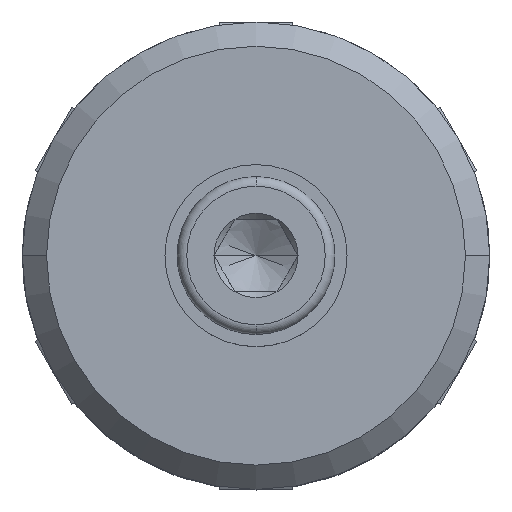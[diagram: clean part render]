
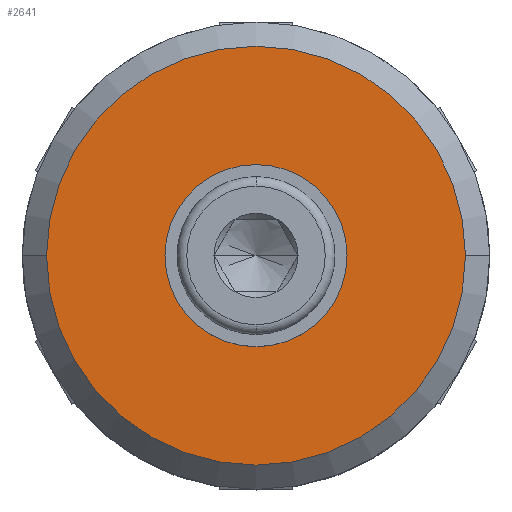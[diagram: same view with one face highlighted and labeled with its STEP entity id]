
A CAD part, top view. The second image highlights one B-rep face of the part: STEP entity #2641.
In plain terms, the highlighted planar face has unit normal (0, 0, 1).
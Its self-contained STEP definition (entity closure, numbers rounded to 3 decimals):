
#1403=VERTEX_POINT('',#3501);
#1425=VERTEX_POINT('',#3526);
#1557=EDGE_CURVE('',#1425,#1403,#3673,.T.);
#1711=EDGE_CURVE('',#1821,#3081,#3841,.T.);
#1821=VERTEX_POINT('',#3965);
#2205=EDGE_CURVE('',#1403,#1425,#4390,.T.);
#2641=ADVANCED_FACE('',(#4870,#4871),#4872,.T.);
#2729=EDGE_CURVE('',#3081,#1821,#4970,.T.);
#3081=VERTEX_POINT('',#5355);
#3501=CARTESIAN_POINT('',(-17.25,0.,34.6));
#3526=CARTESIAN_POINT('',(17.25,0.0,34.6));
#3673=CIRCLE('',#6491,17.25);
#3841=CIRCLE('',#6850,7.5);
#3965=CARTESIAN_POINT('',(7.5,0.0,34.6));
#4390=CIRCLE('',#7758,17.25);
#4870=FACE_OUTER_BOUND('',#8701,.T.);
#4871=FACE_BOUND('',#8702,.T.);
#4872=PLANE('',#8703);
#4970=CIRCLE('',#8902,7.5);
#5355=CARTESIAN_POINT('',(-7.5,0.,34.6));
#6491=AXIS2_PLACEMENT_3D('',#10269,#10270,#10271);
#6850=AXIS2_PLACEMENT_3D('',#10448,#10449,#10450);
#7758=AXIS2_PLACEMENT_3D('',#11064,#11065,#11066);
#8701=EDGE_LOOP('',(#11647,#11648));
#8702=EDGE_LOOP('',(#11649,#11650));
#8703=AXIS2_PLACEMENT_3D('',#11651,#11652,#11653);
#8902=AXIS2_PLACEMENT_3D('',#11775,#11776,#11777);
#10269=CARTESIAN_POINT('',(0.0,0.0,34.6));
#10270=DIRECTION('',(0.0,0.,-1.0));
#10271=DIRECTION('',(1.0,0.0,0.0));
#10448=CARTESIAN_POINT('',(0.0,0.0,34.6));
#10449=DIRECTION('',(0.0,0.0,-1.0));
#10450=DIRECTION('',(1.0,0.0,0.0));
#11064=CARTESIAN_POINT('',(0.0,0.0,34.6));
#11065=DIRECTION('',(0.0,0.,-1.0));
#11066=DIRECTION('',(1.0,0.0,0.0));
#11647=ORIENTED_EDGE('',*,*,#1557,.F.);
#11648=ORIENTED_EDGE('',*,*,#2205,.F.);
#11649=ORIENTED_EDGE('',*,*,#1711,.T.);
#11650=ORIENTED_EDGE('',*,*,#2729,.T.);
#11651=CARTESIAN_POINT('',(8.625,0.0,34.6));
#11652=DIRECTION('',(0.0,0.,1.0));
#11653=DIRECTION('',(-1.0,0.0,0.0));
#11775=CARTESIAN_POINT('',(0.0,0.0,34.6));
#11776=DIRECTION('',(0.0,0.0,-1.0));
#11777=DIRECTION('',(1.0,0.0,0.0));
